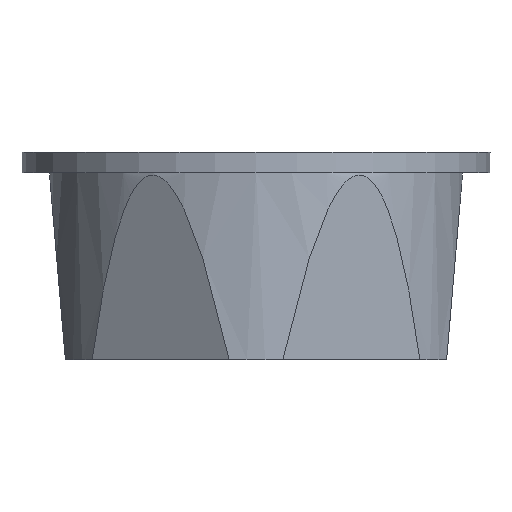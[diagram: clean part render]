
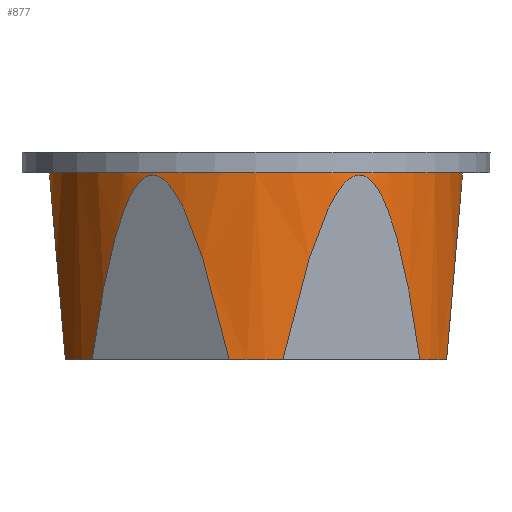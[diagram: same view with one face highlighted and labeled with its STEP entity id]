
A CAD part, front view. The second image highlights one B-rep face of the part: STEP entity #877.
In plain terms, the highlighted cylindrical face has radius 20.2 mm (diameter 40.4 mm), a full revolution.
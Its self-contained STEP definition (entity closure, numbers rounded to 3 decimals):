
#40=CIRCLE('',#943,20.2);
#41=CIRCLE('',#944,20.2);
#42=CIRCLE('',#946,20.2);
#43=CIRCLE('',#948,20.2);
#44=CIRCLE('',#950,20.2);
#45=CIRCLE('',#952,20.2);
#46=CIRCLE('',#954,20.2);
#81=CYLINDRICAL_SURFACE('',#942,20.2);
#92=FACE_OUTER_BOUND('',#141,.T.);
#141=EDGE_LOOP('',(#576,#577,#578,#579,#580,#581,#582,#583,#584,#585,#586,
#587,#588,#589,#590,#591));
#198=LINE('',#1307,#271);
#271=VECTOR('',#1046,21.);
#343=ELLIPSE('',#940,237.495,20.2);
#344=ELLIPSE('',#941,237.495,20.2);
#345=ELLIPSE('',#945,237.495,20.2);
#346=ELLIPSE('',#947,237.495,20.2);
#347=ELLIPSE('',#949,237.495,20.2);
#348=ELLIPSE('',#951,237.495,20.2);
#349=ELLIPSE('',#953,237.495,20.2);
#350=VERTEX_POINT('',#1298);
#351=VERTEX_POINT('',#1299);
#352=VERTEX_POINT('',#1301);
#353=VERTEX_POINT('',#1305);
#354=VERTEX_POINT('',#1308);
#355=VERTEX_POINT('',#1310);
#356=VERTEX_POINT('',#1312);
#357=VERTEX_POINT('',#1314);
#358=VERTEX_POINT('',#1316);
#359=VERTEX_POINT('',#1318);
#360=VERTEX_POINT('',#1320);
#361=VERTEX_POINT('',#1322);
#362=VERTEX_POINT('',#1324);
#363=VERTEX_POINT('',#1326);
#439=EDGE_CURVE('',#350,#351,#343,.T.);
#440=EDGE_CURVE('',#351,#352,#344,.T.);
#442=EDGE_CURVE('',#353,#353,#40,.T.);
#443=EDGE_CURVE('',#353,#351,#198,.T.);
#444=EDGE_CURVE('',#354,#350,#41,.F.);
#445=EDGE_CURVE('',#355,#354,#345,.T.);
#446=EDGE_CURVE('',#356,#355,#42,.F.);
#447=EDGE_CURVE('',#357,#356,#346,.T.);
#448=EDGE_CURVE('',#358,#357,#43,.F.);
#449=EDGE_CURVE('',#359,#358,#347,.T.);
#450=EDGE_CURVE('',#360,#359,#44,.F.);
#451=EDGE_CURVE('',#361,#360,#348,.T.);
#452=EDGE_CURVE('',#362,#361,#45,.F.);
#453=EDGE_CURVE('',#362,#363,#349,.T.);
#454=EDGE_CURVE('',#352,#363,#46,.F.);
#576=ORIENTED_EDGE('',*,*,#442,.T.);
#577=ORIENTED_EDGE('',*,*,#443,.T.);
#578=ORIENTED_EDGE('',*,*,#439,.F.);
#579=ORIENTED_EDGE('',*,*,#444,.F.);
#580=ORIENTED_EDGE('',*,*,#445,.F.);
#581=ORIENTED_EDGE('',*,*,#446,.F.);
#582=ORIENTED_EDGE('',*,*,#447,.F.);
#583=ORIENTED_EDGE('',*,*,#448,.F.);
#584=ORIENTED_EDGE('',*,*,#449,.F.);
#585=ORIENTED_EDGE('',*,*,#450,.F.);
#586=ORIENTED_EDGE('',*,*,#451,.F.);
#587=ORIENTED_EDGE('',*,*,#452,.F.);
#588=ORIENTED_EDGE('',*,*,#453,.T.);
#589=ORIENTED_EDGE('',*,*,#454,.F.);
#590=ORIENTED_EDGE('',*,*,#440,.F.);
#591=ORIENTED_EDGE('',*,*,#443,.F.);
#877=ADVANCED_FACE('',(#92),#81,.T.);
#940=AXIS2_PLACEMENT_3D('',#1300,#1037,#1038);
#941=AXIS2_PLACEMENT_3D('',#1302,#1039,#1040);
#942=AXIS2_PLACEMENT_3D('',#1304,#1042,#1043);
#943=AXIS2_PLACEMENT_3D('',#1306,#1044,#1045);
#944=AXIS2_PLACEMENT_3D('',#1309,#1047,#1048);
#945=AXIS2_PLACEMENT_3D('',#1311,#1049,#1050);
#946=AXIS2_PLACEMENT_3D('',#1313,#1051,#1052);
#947=AXIS2_PLACEMENT_3D('',#1315,#1053,#1054);
#948=AXIS2_PLACEMENT_3D('',#1317,#1055,#1056);
#949=AXIS2_PLACEMENT_3D('',#1319,#1057,#1058);
#950=AXIS2_PLACEMENT_3D('',#1321,#1059,#1060);
#951=AXIS2_PLACEMENT_3D('',#1323,#1061,#1062);
#952=AXIS2_PLACEMENT_3D('',#1325,#1063,#1064);
#953=AXIS2_PLACEMENT_3D('',#1327,#1065,#1066);
#954=AXIS2_PLACEMENT_3D('',#1328,#1067,#1068);
#1037=DIRECTION('center_axis',(0.996,0.,-0.085));
#1038=DIRECTION('ref_axis',(-0.085,0.,-0.996));
#1039=DIRECTION('center_axis',(0.996,0.,-0.085));
#1040=DIRECTION('ref_axis',(-0.085,0.,-0.996));
#1042=DIRECTION('center_axis',(0.,0.,
1.));
#1043=DIRECTION('ref_axis',(-1.,0.,0.));
#1044=DIRECTION('center_axis',(0.,0.,
-1.));
#1045=DIRECTION('ref_axis',(-1.,0.,0.));
#1046=DIRECTION('',(0.,0.,-1.));
#1047=DIRECTION('center_axis',(0.,0.,
1.));
#1048=DIRECTION('ref_axis',(-1.,0.,0.));
#1049=DIRECTION('center_axis',(0.498,0.863,-0.085));
#1050=DIRECTION('ref_axis',(-0.043,-0.073,-0.996));
#1051=DIRECTION('center_axis',(0.,0.,
1.));
#1052=DIRECTION('ref_axis',(-1.,0.,0.));
#1053=DIRECTION('center_axis',(-0.498,0.863,-0.085));
#1054=DIRECTION('ref_axis',(-0.043,0.073,0.996));
#1055=DIRECTION('center_axis',(0.,0.,
1.));
#1056=DIRECTION('ref_axis',(-1.,0.,0.));
#1057=DIRECTION('center_axis',(-0.996,0.,-0.085));
#1058=DIRECTION('ref_axis',(-0.085,0.,0.996));
#1059=DIRECTION('center_axis',(0.,0.,
1.));
#1060=DIRECTION('ref_axis',(-1.,0.,0.));
#1061=DIRECTION('center_axis',(-0.498,-0.863,-0.085));
#1062=DIRECTION('ref_axis',(-0.043,-0.074,0.996));
#1063=DIRECTION('center_axis',(0.,0.,
1.));
#1064=DIRECTION('ref_axis',(-1.,0.,0.));
#1065=DIRECTION('center_axis',(-0.498,0.863,0.085));
#1066=DIRECTION('ref_axis',(-0.043,0.074,-0.996));
#1067=DIRECTION('center_axis',(0.,0.,
1.));
#1068=DIRECTION('ref_axis',(-1.,0.,0.));
#1298=CARTESIAN_POINT('',(18.688,-16.902,7.084));
#1299=CARTESIAN_POINT('',(20.23,-24.651,25.146));
#1300=CARTESIAN_POINT('Origin',(0.03,-24.552,-211.488));
#1301=CARTESIAN_POINT('',(18.688,-32.385,7.077));
#1302=CARTESIAN_POINT('Origin',(0.03,-24.552,-211.488));
#1304=CARTESIAN_POINT('Origin',(0.03,-24.643,7.08));
#1305=CARTESIAN_POINT('',(20.23,-24.651,25.378));
#1306=CARTESIAN_POINT('Origin',(0.03,-24.651,25.378));
#1307=CARTESIAN_POINT('',(20.23,-24.643,7.08));
#1308=CARTESIAN_POINT('',(16.063,-12.356,7.085));
#1309=CARTESIAN_POINT('Origin',(0.03,-24.643,7.08));
#1310=CARTESIAN_POINT('',(2.655,-4.615,7.089));
#1311=CARTESIAN_POINT('Origin',(0.03,-24.552,-211.488));
#1312=CARTESIAN_POINT('',(-2.594,-4.615,7.089));
#1313=CARTESIAN_POINT('Origin',(0.03,-24.643,7.08));
#1314=CARTESIAN_POINT('',(-16.003,-12.356,7.085));
#1315=CARTESIAN_POINT('Origin',(0.03,-24.552,-211.488));
#1316=CARTESIAN_POINT('',(-18.627,-16.902,7.084));
#1317=CARTESIAN_POINT('Origin',(0.03,-24.643,7.08));
#1318=CARTESIAN_POINT('',(-18.627,-32.385,7.077));
#1319=CARTESIAN_POINT('Origin',(0.03,-24.552,-211.488));
#1320=CARTESIAN_POINT('',(-16.003,-36.931,7.075));
#1321=CARTESIAN_POINT('Origin',(0.03,-24.643,7.08));
#1322=CARTESIAN_POINT('',(-2.594,-44.672,7.072));
#1323=CARTESIAN_POINT('Origin',(0.03,-24.552,-211.488));
#1324=CARTESIAN_POINT('',(2.655,-44.672,7.072));
#1325=CARTESIAN_POINT('Origin',(0.03,-24.643,7.08));
#1326=CARTESIAN_POINT('',(16.063,-36.931,7.075));
#1327=CARTESIAN_POINT('Origin',(0.03,-24.552,-211.488));
#1328=CARTESIAN_POINT('Origin',(0.03,-24.643,7.08));
